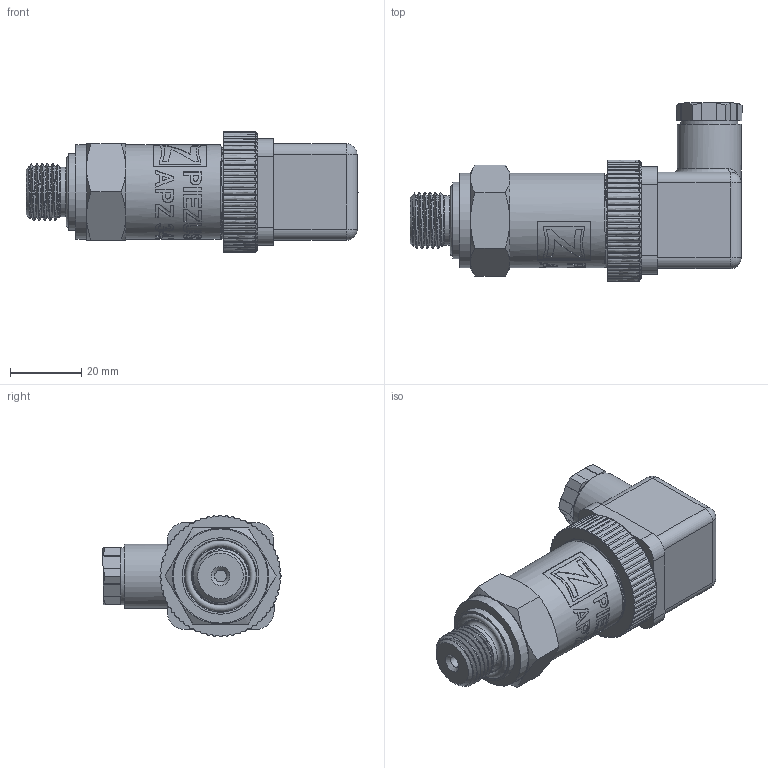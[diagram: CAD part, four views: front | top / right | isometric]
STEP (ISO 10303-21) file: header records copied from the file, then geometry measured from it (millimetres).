
FILE_DESCRIPTION(/* description */ (''),/* implementation_level */ '2;1');
FILE_NAME(/* name */ 'APZ3420_M16x1,5DIN_DIN43650A.step',/* time_stamp */ '2021-06-18T15:23:57+03:00',/* author */ (''),/* organization */ (''),/* preprocessor_version */ 'ST-DEVELOPER v18.1',/* originating_system */ 'Autodesk Translation Framework v10.9.0.1377',/* authorisation */ '');
FILE_SCHEMA (('AUTOMOTIVE_DESIGN { 1 0 10303 214 3 1 1 }'));
Length unit declared in the file: millimetre
Products named in the file (5): APZ3420_; M16x1,5 DIN; OMAL nut M27x1.5; DIN 43650A female part 28 mm high; DIN 43650A male Hirshmann round base
Assembly tree (4 placements, depth 2):
  APZ3420_
    M16x1,5 DIN
    OMAL nut M27x1.5
    DIN 43650A female part 28 mm high
    DIN 43650A male Hirshmann round base
Bounding box: 93.25 x 50.02 x 34 mm (x, y, z)
Volume: 58438.2 mm3; surface area: 20377.9 mm2
Topology: 5 solids, 5 shells, 1389 faces, 3831 edges, 2549 vertices
Faces by surface type: plane 563, bspline 547, cylinder 224, cone 31, torus 18, sphere 6
Full cylindrical faces by diameter (mm): 1.6 x4, 1.65 x4, 2 x1, 2.2 x1, 2.537 x6, 2.579 x1, 2.938 x10, 3.2 x1, 3.3 x1, 5 x1, 6 x1, 7.8 x1, 8 x1, 10 x1, 13.8 x1, 14.137 x5, 15.85 x5, 16 x1, 16.4 x1, 18 x1, 20 x1, 21 x1, 21.4 x2, 21.5 x1, 22 x1, 22.4 x1, 24.4 x1, 25.132 x4, 25.526 x4, 26.5 x6
Entity records: 63805 total; most frequent: CARTESIAN_POINT 32117, ORIENTED_EDGE 7658, DIRECTION 4603, EDGE_CURVE 3829, VERTEX_POINT 2549, LINE 1833, VECTOR 1833, EDGE_LOOP 1508
